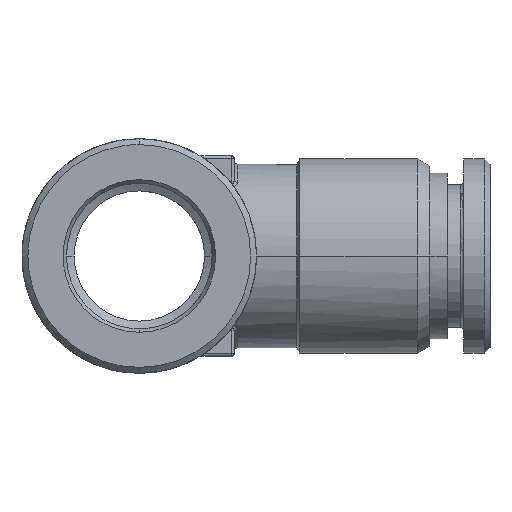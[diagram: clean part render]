
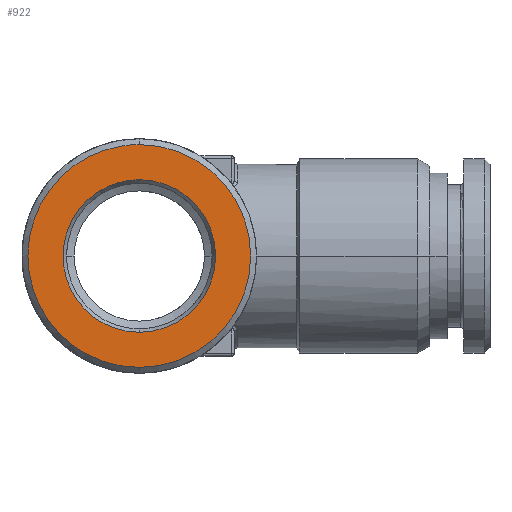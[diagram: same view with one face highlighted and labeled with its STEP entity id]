
A CAD part, left-side view. The second image highlights one B-rep face of the part: STEP entity #922.
In plain terms, the highlighted planar face has unit normal (-1, 0, 0).
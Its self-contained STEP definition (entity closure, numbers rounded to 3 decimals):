
#814=CARTESIAN_POINT('Axis2P3D Location',(-32.,0.,0.)) ;
#818=CARTESIAN_POINT('Vertex',(-32.,0.,-6.439)) ;
#820=CARTESIAN_POINT('Vertex',(-32.,0.,6.439)) ;
#848=CARTESIAN_POINT('Axis2P3D Location',(-32.,0.,0.)) ;
#854=CARTESIAN_POINT('Control Point',(-32.,0.,-9.4)) ;
#855=CARTESIAN_POINT('Control Point',(-32.,0.901,-9.4)) ;
#856=CARTESIAN_POINT('Control Point',(-32.,1.802,-9.292)) ;
#857=CARTESIAN_POINT('Control Point',(-32.,2.686,-9.076)) ;
#858=CARTESIAN_POINT('Control Point',(-32.,4.385,-8.436)) ;
#859=CARTESIAN_POINT('Control Point',(-32.,5.885,-7.413)) ;
#860=CARTESIAN_POINT('Control Point',(-32.,6.57,-6.814)) ;
#861=CARTESIAN_POINT('Control Point',(-32.,7.782,-5.463)) ;
#862=CARTESIAN_POINT('Control Point',(-32.,8.641,-3.864)) ;
#863=CARTESIAN_POINT('Control Point',(-32.,8.972,-3.016)) ;
#864=CARTESIAN_POINT('Control Point',(-32.,9.424,-1.258)) ;
#865=CARTESIAN_POINT('Control Point',(-32.,9.449,0.557)) ;
#866=CARTESIAN_POINT('Control Point',(-32.,9.352,1.462)) ;
#867=CARTESIAN_POINT('Control Point',(-32.,8.942,3.23)) ;
#868=CARTESIAN_POINT('Control Point',(-32.,8.127,4.852)) ;
#869=CARTESIAN_POINT('Control Point',(-32.,7.623,5.61)) ;
#870=CARTESIAN_POINT('Control Point',(-32.,6.445,6.991)) ;
#871=CARTESIAN_POINT('Control Point',(-32.,4.973,8.053)) ;
#872=CARTESIAN_POINT('Control Point',(-32.,4.177,8.494)) ;
#873=CARTESIAN_POINT('Control Point',(-32.,2.87,9.023)) ;
#874=CARTESIAN_POINT('Control Point',(-32.,1.494,9.301)) ;
#875=CARTESIAN_POINT('Control Point',(-32.,0.998,9.367)) ;
#876=CARTESIAN_POINT('Control Point',(-32.,0.499,9.4)) ;
#877=CARTESIAN_POINT('Control Point',(-32.,0.,9.4)) ;
#878=CARTESIAN_POINT('Vertex',(-32.,0.,-9.4)) ;
#880=CARTESIAN_POINT('Vertex',(-32.,0.,9.4)) ;
#883=CARTESIAN_POINT('Axis2P3D Location',(-32.,0.,0.)) ;
#893=CARTESIAN_POINT('Control Point',(-32.,0.,-6.439)) ;
#894=CARTESIAN_POINT('Control Point',(-32.,0.622,-6.439)) ;
#895=CARTESIAN_POINT('Control Point',(-32.,1.243,-6.364)) ;
#896=CARTESIAN_POINT('Control Point',(-32.,1.853,-6.214)) ;
#897=CARTESIAN_POINT('Control Point',(-32.,3.023,-5.77)) ;
#898=CARTESIAN_POINT('Control Point',(-32.,4.055,-5.06)) ;
#899=CARTESIAN_POINT('Control Point',(-32.,4.525,-4.644)) ;
#900=CARTESIAN_POINT('Control Point',(-32.,5.356,-3.707)) ;
#901=CARTESIAN_POINT('Control Point',(-32.,5.94,-2.6)) ;
#902=CARTESIAN_POINT('Control Point',(-32.,6.163,-2.013)) ;
#903=CARTESIAN_POINT('Control Point',(-32.,6.465,-0.798)) ;
#904=CARTESIAN_POINT('Control Point',(-32.,6.468,0.454)) ;
#905=CARTESIAN_POINT('Control Point',(-32.,6.394,1.078)) ;
#906=CARTESIAN_POINT('Control Point',(-32.,6.096,2.294)) ;
#907=CARTESIAN_POINT('Control Point',(-32.,5.518,3.404)) ;
#908=CARTESIAN_POINT('Control Point',(-32.,5.163,3.922)) ;
#909=CARTESIAN_POINT('Control Point',(-32.,4.335,4.861)) ;
#910=CARTESIAN_POINT('Control Point',(-32.,3.308,5.577)) ;
#911=CARTESIAN_POINT('Control Point',(-32.,2.753,5.87)) ;
#912=CARTESIAN_POINT('Control Point',(-32.,1.871,6.208)) ;
#913=CARTESIAN_POINT('Control Point',(-32.,0.947,6.38)) ;
#914=CARTESIAN_POINT('Control Point',(-32.,0.633,6.419)) ;
#915=CARTESIAN_POINT('Control Point',(-32.,0.316,6.439)) ;
#916=CARTESIAN_POINT('Control Point',(-32.,0.,6.439)) ;
#815=DIRECTION('Axis2P3D Direction',(-1.,0.,0.)) ;
#849=DIRECTION('Axis2P3D Direction',(-1.,0.,0.)) ;
#850=DIRECTION('Axis2P3D XDirection',(0.,0.,1.)) ;
#884=DIRECTION('Axis2P3D Direction',(-1.,0.,0.)) ;
#816=AXIS2_PLACEMENT_3D('Circle Axis2P3D',#814,#815,$) ;
#851=AXIS2_PLACEMENT_3D('Plane Axis2P3D',#848,#849,#850) ;
#885=AXIS2_PLACEMENT_3D('Circle Axis2P3D',#883,#884,$) ;
#889=ORIENTED_EDGE('',*,*,#882,.F.) ;
#890=ORIENTED_EDGE('',*,*,#887,.T.) ;
#919=ORIENTED_EDGE('',*,*,#822,.F.) ;
#920=ORIENTED_EDGE('',*,*,#917,.T.) ;
#921=FACE_BOUND('',#918,.T.) ;
#922=ADVANCED_FACE('MANIFOLD_SOLID_BREP #7042',(#891,#921),#852,.T.) ;
#853=B_SPLINE_CURVE_WITH_KNOTS('',5,(#854,#855,#856,#857,#858,#859,#860,#861,#862,#863,#864,#865,#866,#867,#868,#869,#870,#871,#872,#873,#874,#875,#876,#877),.UNSPECIFIED.,.F.,.U.,(6,3,3,3,3,3,3,6),(0.,6.372,12.745,19.117,25.49,31.862,38.234,41.763),.UNSPECIFIED.) ;
#892=B_SPLINE_CURVE_WITH_KNOTS('',5,(#893,#894,#895,#896,#897,#898,#899,#900,#901,#902,#903,#904,#905,#906,#907,#908,#909,#910,#911,#912,#913,#914,#915,#916),.UNSPECIFIED.,.F.,.U.,(6,3,3,3,3,3,3,6),(0.,4.395,8.79,13.185,17.58,21.975,26.37,28.606),.UNSPECIFIED.) ;
#817=CIRCLE('generated circle',#816,6.439) ;
#886=CIRCLE('generated circle',#885,9.4) ;
#822=EDGE_CURVE('',#819,#821,#817,.T.) ;
#882=EDGE_CURVE('',#879,#881,#853,.T.) ;
#887=EDGE_CURVE('',#879,#881,#886,.T.) ;
#917=EDGE_CURVE('',#819,#821,#892,.T.) ;
#888=EDGE_LOOP('',(#889,#890)) ;
#918=EDGE_LOOP('',(#919,#920)) ;
#891=FACE_OUTER_BOUND('',#888,.T.) ;
#852=PLANE('',#851) ;
#819=VERTEX_POINT('',#818) ;
#821=VERTEX_POINT('',#820) ;
#879=VERTEX_POINT('',#878) ;
#881=VERTEX_POINT('',#880) ;
